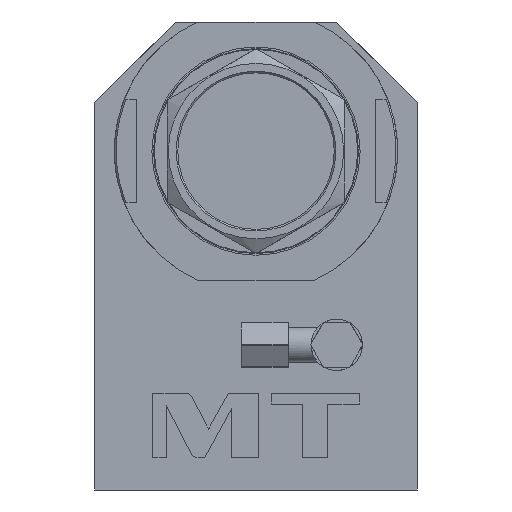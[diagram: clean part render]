
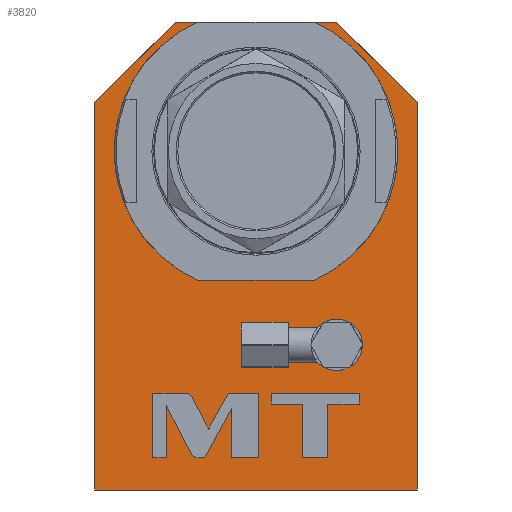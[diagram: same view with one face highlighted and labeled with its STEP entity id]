
A CAD part, left-side view. The second image highlights one B-rep face of the part: STEP entity #3820.
In plain terms, the highlighted planar face has unit normal (-1, 0, 0).
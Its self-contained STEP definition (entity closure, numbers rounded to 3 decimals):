
#328=DIRECTION('',(0.,-0.707,-0.707));
#329=VECTOR('',#328,35.355);
#330=CARTESIAN_POINT('',(-45.,-25.,40.));
#331=LINE('',#330,#329);
#332=DIRECTION('',(0.,-0.707,0.707));
#333=VECTOR('',#332,35.355);
#334=CARTESIAN_POINT('',(-45.,50.,15.));
#335=LINE('',#334,#333);
#336=DIRECTION('',(0.,-1.,0.));
#337=VECTOR('',#336,50.);
#338=CARTESIAN_POINT('',(-45.,25.,40.));
#339=LINE('',#338,#337);
#340=CARTESIAN_POINT('',(-45.,0.,0.));
#341=DIRECTION('',(-1.,0.,0.));
#342=DIRECTION('',(0.,-1.,0.));
#343=AXIS2_PLACEMENT_3D('',#340,#341,#342);
#345=CARTESIAN_POINT('',(-45.,0.,0.));
#346=DIRECTION('',(-1.,0.,0.));
#347=DIRECTION('',(0.,1.,0.));
#348=AXIS2_PLACEMENT_3D('',#345,#346,#347);
#350=CARTESIAN_POINT('',(-45.,-25.,-60.));
#351=DIRECTION('',(-1.,0.,0.));
#352=DIRECTION('',(0.,0.,1.));
#353=AXIS2_PLACEMENT_3D('',#350,#351,#352);
#355=CARTESIAN_POINT('',(-45.,-25.,-60.));
#356=DIRECTION('',(-1.,0.,0.));
#357=DIRECTION('',(0.,0.,-1.));
#358=AXIS2_PLACEMENT_3D('',#355,#356,#357);
#360=CARTESIAN_POINT('',(-45.,19.771,-76.302));
#361=CARTESIAN_POINT('',(-45.,20.186,-75.499));
#362=CARTESIAN_POINT('',(-45.,21.006,-75.));
#363=CARTESIAN_POINT('',(-45.,21.91,-75.));
#365=DIRECTION('',(0.,1.,0.));
#366=VECTOR('',#365,10.054);
#367=CARTESIAN_POINT('',(-45.,21.91,-75.));
#368=LINE('',#367,#366);
#369=DIRECTION('',(0.,0.,-1.));
#370=VECTOR('',#369,20.);
#371=CARTESIAN_POINT('',(-45.,31.964,-75.));
#372=LINE('',#371,#370);
#373=DIRECTION('',(0.,-1.,0.));
#374=VECTOR('',#373,4.16);
#375=CARTESIAN_POINT('',(-45.,31.964,-95.));
#376=LINE('',#375,#374);
#377=DIRECTION('',(0.,0.,1.));
#378=VECTOR('',#377,16.202);
#379=CARTESIAN_POINT('',(-45.,27.804,-95.));
#380=LINE('',#379,#378);
#381=DIRECTION('',(0.,-0.459,-0.888));
#382=VECTOR('',#381,16.774);
#383=CARTESIAN_POINT('',(-45.,27.804,-78.798));
#384=LINE('',#383,#382);
#385=CARTESIAN_POINT('',(-45.,20.1,-93.698));
#386=CARTESIAN_POINT('',(-45.,19.684,-94.502));
#387=CARTESIAN_POINT('',(-45.,18.863,-95.));
#388=CARTESIAN_POINT('',(-45.,17.958,-95.));
#390=DIRECTION('',(0.,-1.,0.));
#391=VECTOR('',#390,2.086);
#392=CARTESIAN_POINT('',(-45.,17.958,-95.));
#393=LINE('',#392,#391);
#394=DIRECTION('',(0.,-0.481,0.877));
#395=VECTOR('',#394,17.353);
#396=CARTESIAN_POINT('',(-45.,15.872,-95.));
#397=LINE('',#396,#395);
#398=DIRECTION('',(0.,0.,-1.));
#399=VECTOR('',#398,15.212);
#400=CARTESIAN_POINT('',(-45.,7.522,-79.788));
#401=LINE('',#400,#399);
#402=DIRECTION('',(0.,-1.,0.));
#403=VECTOR('',#402,8.416);
#404=CARTESIAN_POINT('',(-45.,7.522,-95.));
#405=LINE('',#404,#403);
#406=DIRECTION('',(0.,0.,1.));
#407=VECTOR('',#406,20.);
#408=CARTESIAN_POINT('',(-45.,-0.894,-95.));
#409=LINE('',#408,#407);
#410=DIRECTION('',(0.,1.,0.));
#411=VECTOR('',#410,9.488);
#412=CARTESIAN_POINT('',(-45.,-0.894,-75.));
#413=LINE('',#412,#411);
#414=DIRECTION('',(0.,0.481,-0.877));
#415=VECTOR('',#414,12.681);
#416=CARTESIAN_POINT('',(-45.,8.594,-75.));
#417=LINE('',#416,#415);
#418=DIRECTION('',(0.,0.459,0.888));
#419=VECTOR('',#418,11.049);
#420=CARTESIAN_POINT('',(-45.,14.696,-86.116));
#421=LINE('',#420,#419);
#422=DIRECTION('',(0.,0.,-1.));
#423=VECTOR('',#422,16.594);
#424=CARTESIAN_POINT('',(-45.,-14.344,-78.406));
#425=LINE('',#424,#423);
#426=DIRECTION('',(0.,-1.,0.));
#427=VECTOR('',#426,7.922);
#428=CARTESIAN_POINT('',(-45.,-14.344,-95.));
#429=LINE('',#428,#427);
#430=DIRECTION('',(0.,0.,1.));
#431=VECTOR('',#430,16.594);
#432=CARTESIAN_POINT('',(-45.,-22.266,-95.));
#433=LINE('',#432,#431);
#434=DIRECTION('',(0.,-1.,0.));
#435=VECTOR('',#434,9.696);
#436=CARTESIAN_POINT('',(-45.,-22.266,-78.406));
#437=LINE('',#436,#435);
#438=DIRECTION('',(0.,0.,1.));
#439=VECTOR('',#438,3.406);
#440=CARTESIAN_POINT('',(-45.,-31.962,-78.406));
#441=LINE('',#440,#439);
#442=DIRECTION('',(0.,1.,0.));
#443=VECTOR('',#442,27.314);
#444=CARTESIAN_POINT('',(-45.,-31.962,-75.));
#445=LINE('',#444,#443);
#446=DIRECTION('',(0.,0.,-1.));
#447=VECTOR('',#446,3.406);
#448=CARTESIAN_POINT('',(-45.,-4.648,-75.));
#449=LINE('',#448,#447);
#450=DIRECTION('',(0.,-1.,0.));
#451=VECTOR('',#450,9.696);
#452=CARTESIAN_POINT('',(-45.,-4.648,-78.406));
#453=LINE('',#452,#451);
#1228=DIRECTION('',(0.,0.,-1.));
#1229=VECTOR('',#1228,120.);
#1230=CARTESIAN_POINT('',(-45.,-50.,15.));
#1231=LINE('',#1230,#1229);
#1317=DIRECTION('',(0.,0.,-1.));
#1318=VECTOR('',#1317,120.);
#1319=CARTESIAN_POINT('',(-45.,50.,15.));
#1320=LINE('',#1319,#1318);
#1469=DIRECTION('',(0.,-1.,0.));
#1470=VECTOR('',#1469,100.);
#1471=CARTESIAN_POINT('',(-45.,50.,-105.));
#1472=LINE('',#1471,#1470);
#2629=CARTESIAN_POINT('',(-45.,50.,-105.));
#2631=VERTEX_POINT('',#2629);
#2633=CARTESIAN_POINT('',(-45.,-50.,-105.));
#2635=VERTEX_POINT('',#2633);
#2729=CARTESIAN_POINT('',(-45.,50.,15.));
#2731=VERTEX_POINT('',#2729);
#2733=CARTESIAN_POINT('',(-45.,-50.,15.));
#2735=VERTEX_POINT('',#2733);
#2737=CARTESIAN_POINT('',(-45.,-25.,40.));
#2738=VERTEX_POINT('',#2737);
#2739=CARTESIAN_POINT('',(-45.,25.,40.));
#2740=VERTEX_POINT('',#2739);
#3095=CARTESIAN_POINT('',(-45.,-34.,0.));
#3096=CARTESIAN_POINT('',(-45.,34.,0.));
#3097=VERTEX_POINT('',#3095);
#3098=VERTEX_POINT('',#3096);
#3251=CARTESIAN_POINT('',(-45.,-25.,-53.05));
#3252=CARTESIAN_POINT('',(-45.,-25.,-66.95));
#3253=VERTEX_POINT('',#3251);
#3254=VERTEX_POINT('',#3252);
#3298=VERTEX_POINT('',#360);
#3299=VERTEX_POINT('',#363);
#3300=CARTESIAN_POINT('',(-45.,31.964,-75.));
#3301=VERTEX_POINT('',#3300);
#3302=CARTESIAN_POINT('',(-45.,31.964,-95.));
#3303=VERTEX_POINT('',#3302);
#3304=CARTESIAN_POINT('',(-45.,27.804,-95.));
#3305=VERTEX_POINT('',#3304);
#3306=CARTESIAN_POINT('',(-45.,27.804,-78.798));
#3307=VERTEX_POINT('',#3306);
#3308=CARTESIAN_POINT('',(-45.,20.1,-93.698));
#3309=VERTEX_POINT('',#3308);
#3310=VERTEX_POINT('',#388);
#3311=CARTESIAN_POINT('',(-45.,15.872,-95.));
#3312=VERTEX_POINT('',#3311);
#3313=CARTESIAN_POINT('',(-45.,7.522,-79.788));
#3314=VERTEX_POINT('',#3313);
#3315=CARTESIAN_POINT('',(-45.,7.522,-95.));
#3316=VERTEX_POINT('',#3315);
#3317=CARTESIAN_POINT('',(-45.,-0.894,-95.));
#3318=VERTEX_POINT('',#3317);
#3319=CARTESIAN_POINT('',(-45.,-0.894,-75.));
#3320=VERTEX_POINT('',#3319);
#3321=CARTESIAN_POINT('',(-45.,8.594,-75.));
#3322=VERTEX_POINT('',#3321);
#3323=CARTESIAN_POINT('',(-45.,14.696,-86.116));
#3324=VERTEX_POINT('',#3323);
#3325=CARTESIAN_POINT('',(-45.,-14.344,-78.406));
#3326=CARTESIAN_POINT('',(-45.,-14.344,-95.));
#3327=VERTEX_POINT('',#3325);
#3328=VERTEX_POINT('',#3326);
#3329=CARTESIAN_POINT('',(-45.,-22.266,-95.));
#3330=VERTEX_POINT('',#3329);
#3331=CARTESIAN_POINT('',(-45.,-22.266,-78.406));
#3332=VERTEX_POINT('',#3331);
#3333=CARTESIAN_POINT('',(-45.,-31.962,-78.406));
#3334=VERTEX_POINT('',#3333);
#3335=CARTESIAN_POINT('',(-45.,-31.962,-75.));
#3336=VERTEX_POINT('',#3335);
#3337=CARTESIAN_POINT('',(-45.,-4.648,-75.));
#3338=VERTEX_POINT('',#3337);
#3339=CARTESIAN_POINT('',(-45.,-4.648,-78.406));
#3340=VERTEX_POINT('',#3339);
#3740=CARTESIAN_POINT('',(-45.,50.,40.));
#3741=DIRECTION('',(-1.,0.,0.));
#3742=DIRECTION('',(0.,0.,-1.));
#3743=AXIS2_PLACEMENT_3D('',#3740,#3741,#3742);
#3744=PLANE('',#3743);
#3746=ORIENTED_EDGE('',*,*,#3745,.T.);
#3748=ORIENTED_EDGE('',*,*,#3747,.T.);
#3750=ORIENTED_EDGE('',*,*,#3749,.F.);
#3752=ORIENTED_EDGE('',*,*,#3751,.F.);
#3754=ORIENTED_EDGE('',*,*,#3753,.T.);
#3756=ORIENTED_EDGE('',*,*,#3755,.T.);
#3757=EDGE_LOOP('',(#3746,#3748,#3750,#3752,#3754,#3756));
#3758=FACE_OUTER_BOUND('',#3757,.F.);
#3760=ORIENTED_EDGE('',*,*,#3759,.T.);
#3762=ORIENTED_EDGE('',*,*,#3761,.T.);
#3763=EDGE_LOOP('',(#3760,#3762));
#3764=FACE_BOUND('',#3763,.F.);
#3765=ORIENTED_EDGE('',*,*,#3730,.T.);
#3767=ORIENTED_EDGE('',*,*,#3766,.T.);
#3768=EDGE_LOOP('',(#3765,#3767));
#3769=FACE_BOUND('',#3768,.F.);
#3771=ORIENTED_EDGE('',*,*,#3770,.T.);
#3773=ORIENTED_EDGE('',*,*,#3772,.T.);
#3775=ORIENTED_EDGE('',*,*,#3774,.T.);
#3777=ORIENTED_EDGE('',*,*,#3776,.T.);
#3779=ORIENTED_EDGE('',*,*,#3778,.T.);
#3781=ORIENTED_EDGE('',*,*,#3780,.T.);
#3783=ORIENTED_EDGE('',*,*,#3782,.T.);
#3785=ORIENTED_EDGE('',*,*,#3784,.T.);
#3787=ORIENTED_EDGE('',*,*,#3786,.T.);
#3789=ORIENTED_EDGE('',*,*,#3788,.T.);
#3791=ORIENTED_EDGE('',*,*,#3790,.T.);
#3793=ORIENTED_EDGE('',*,*,#3792,.T.);
#3795=ORIENTED_EDGE('',*,*,#3794,.T.);
#3797=ORIENTED_EDGE('',*,*,#3796,.T.);
#3799=ORIENTED_EDGE('',*,*,#3798,.T.);
#3800=EDGE_LOOP('',(#3771,#3773,#3775,#3777,#3779,#3781,#3783,#3785,#3787,#3789,
#3791,#3793,#3795,#3797,#3799));
#3801=FACE_BOUND('',#3800,.F.);
#3803=ORIENTED_EDGE('',*,*,#3802,.T.);
#3805=ORIENTED_EDGE('',*,*,#3804,.T.);
#3807=ORIENTED_EDGE('',*,*,#3806,.T.);
#3809=ORIENTED_EDGE('',*,*,#3808,.T.);
#3811=ORIENTED_EDGE('',*,*,#3810,.T.);
#3813=ORIENTED_EDGE('',*,*,#3812,.T.);
#3815=ORIENTED_EDGE('',*,*,#3814,.T.);
#3817=ORIENTED_EDGE('',*,*,#3816,.T.);
#3818=EDGE_LOOP('',(#3803,#3805,#3807,#3809,#3811,#3813,#3815,#3817));
#3819=FACE_BOUND('',#3818,.F.);
#3820=ADVANCED_FACE('',(#3758,#3764,#3769,#3801,#3819),#3744,.T.);
#344=CIRCLE('',#343,34.);
#349=CIRCLE('',#348,34.);
#354=CIRCLE('',#353,6.95);
#359=CIRCLE('',#358,6.95);
#364=B_SPLINE_CURVE_WITH_KNOTS('',3,(#360,#361,#362,#363),.UNSPECIFIED.,.F.,.F.,
(4,4),(0.,1.),.UNSPECIFIED.);
#389=B_SPLINE_CURVE_WITH_KNOTS('',3,(#385,#386,#387,#388),.UNSPECIFIED.,.F.,.F.,
(4,4),(0.,1.),.UNSPECIFIED.);
#3730=EDGE_CURVE('',#3253,#3254,#354,.T.);
#3745=EDGE_CURVE('',#2738,#2735,#331,.T.);
#3747=EDGE_CURVE('',#2735,#2635,#1231,.T.);
#3749=EDGE_CURVE('',#2631,#2635,#1472,.T.);
#3751=EDGE_CURVE('',#2731,#2631,#1320,.T.);
#3753=EDGE_CURVE('',#2731,#2740,#335,.T.);
#3755=EDGE_CURVE('',#2740,#2738,#339,.T.);
#3759=EDGE_CURVE('',#3097,#3098,#344,.T.);
#3761=EDGE_CURVE('',#3098,#3097,#349,.T.);
#3766=EDGE_CURVE('',#3254,#3253,#359,.T.);
#3770=EDGE_CURVE('',#3298,#3299,#364,.T.);
#3772=EDGE_CURVE('',#3299,#3301,#368,.T.);
#3774=EDGE_CURVE('',#3301,#3303,#372,.T.);
#3776=EDGE_CURVE('',#3303,#3305,#376,.T.);
#3778=EDGE_CURVE('',#3305,#3307,#380,.T.);
#3780=EDGE_CURVE('',#3307,#3309,#384,.T.);
#3782=EDGE_CURVE('',#3309,#3310,#389,.T.);
#3784=EDGE_CURVE('',#3310,#3312,#393,.T.);
#3786=EDGE_CURVE('',#3312,#3314,#397,.T.);
#3788=EDGE_CURVE('',#3314,#3316,#401,.T.);
#3790=EDGE_CURVE('',#3316,#3318,#405,.T.);
#3792=EDGE_CURVE('',#3318,#3320,#409,.T.);
#3794=EDGE_CURVE('',#3320,#3322,#413,.T.);
#3796=EDGE_CURVE('',#3322,#3324,#417,.T.);
#3798=EDGE_CURVE('',#3324,#3298,#421,.T.);
#3802=EDGE_CURVE('',#3327,#3328,#425,.T.);
#3804=EDGE_CURVE('',#3328,#3330,#429,.T.);
#3806=EDGE_CURVE('',#3330,#3332,#433,.T.);
#3808=EDGE_CURVE('',#3332,#3334,#437,.T.);
#3810=EDGE_CURVE('',#3334,#3336,#441,.T.);
#3812=EDGE_CURVE('',#3336,#3338,#445,.T.);
#3814=EDGE_CURVE('',#3338,#3340,#449,.T.);
#3816=EDGE_CURVE('',#3340,#3327,#453,.T.);
